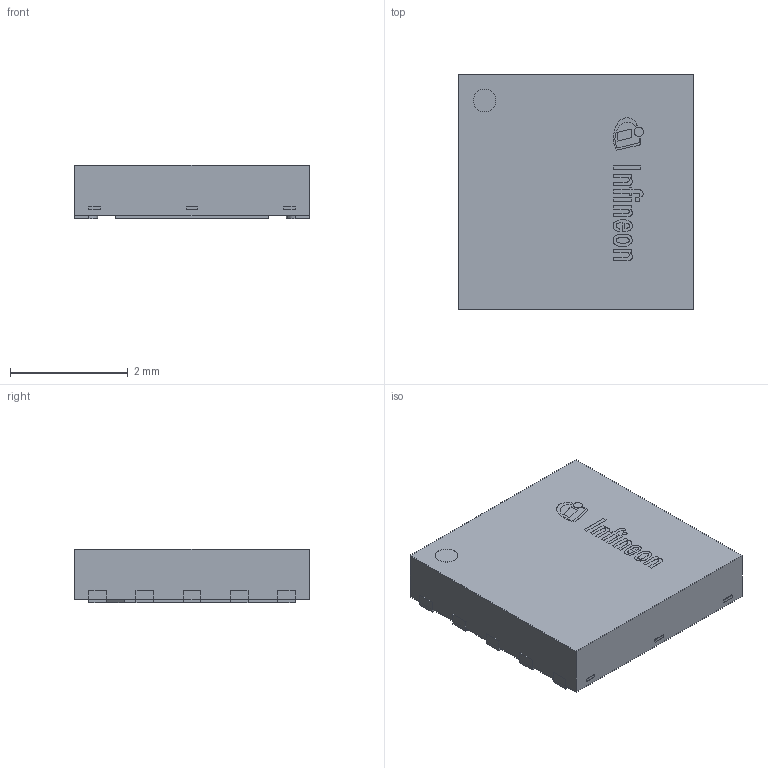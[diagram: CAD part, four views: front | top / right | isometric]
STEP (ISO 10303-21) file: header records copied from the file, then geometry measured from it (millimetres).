
FILE_DESCRIPTION(/* description */ (''),/* implementation_level */ '2;1');
FILE_NAME(/* name */ 'PG-VDSON-10-2_Z8B00221632_V01_3D.stp',/* time_stamp */ '2022-08-12T11:31:52+05:00',/* author */ ('janartha'),/* organization */ (''),/* preprocessor_version */ 'ST-DEVELOPER v16.13',/* originating_system */ 'AutoCAD Mechanical',/* authorisation */ '');
FILE_SCHEMA (('AUTOMOTIVE_DESIGN { 1 0 10303 214 3 1 1 }'));
Length unit declared in the file: millimetre
Products named in the file (1): Product
Bounding box: 4 x 4 x 0.9 mm (x, y, z)
Surface area: 68.9 mm2
Topology: 31 solids, 31 shells, 227 faces, 492 edges, 328 vertices
Faces by surface type: plane 193, bspline 18, cylinder 16
Full cylindrical faces by diameter (mm): 0.076 x1, 0.157 x1, 0.381 x2
Entity records: 6268 total; most frequent: CARTESIAN_POINT 1414, ORIENTED_EDGE 976, DIRECTION 904, EDGE_CURVE 488, LINE 420, VECTOR 420, VERTEX_POINT 328, AXIS2_PLACEMENT_3D 242
